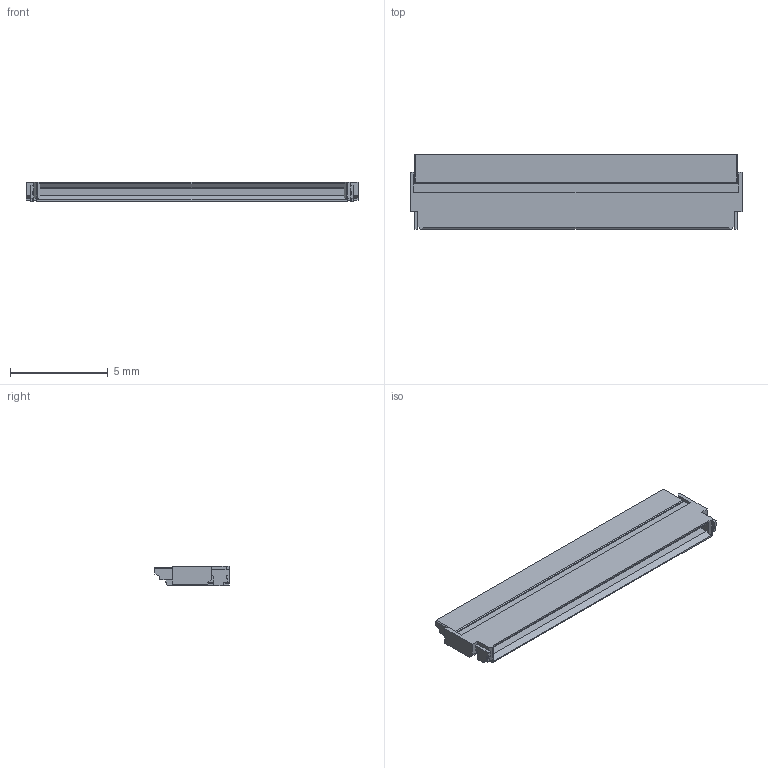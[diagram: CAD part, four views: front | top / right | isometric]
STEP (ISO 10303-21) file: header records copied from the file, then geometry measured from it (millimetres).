
FILE_DESCRIPTION(/* description */ (''),/* implementation_level */ '2;1');
FILE_NAME(/* name */ 'FH34SRJ-30S-0.5SH.step',/* time_stamp */ '2023-04-17T12:07:44+01:00',/* author */ (''),/* organization */ (''),/* preprocessor_version */ 'ST-DEVELOPER v19.2',/* originating_system */ 'Autodesk Translation Framework v12.4.0.73',/* authorisation */ '');
FILE_SCHEMA (('AUTOMOTIVE_DESIGN { 1 0 10303 214 3 1 1 }'));
Length unit declared in the file: millimetre
Products named in the file (1): (Unsaved)
Bounding box: 17 x 3.8 x 1 mm (x, y, z)
Volume: 44.8 mm3; surface area: 212.2 mm2
Topology: 1 solids, 1 shells, 577 faces, 1649 edges, 1076 vertices
Faces by surface type: plane 506, cylinder 71
Entity records: 18505 total; most frequent: CARTESIAN_POINT 3303, ORIENTED_EDGE 3298, DIRECTION 2947, EDGE_CURVE 1649, LINE 1507, VECTOR 1507, VERTEX_POINT 1076, AXIS2_PLACEMENT_3D 720
